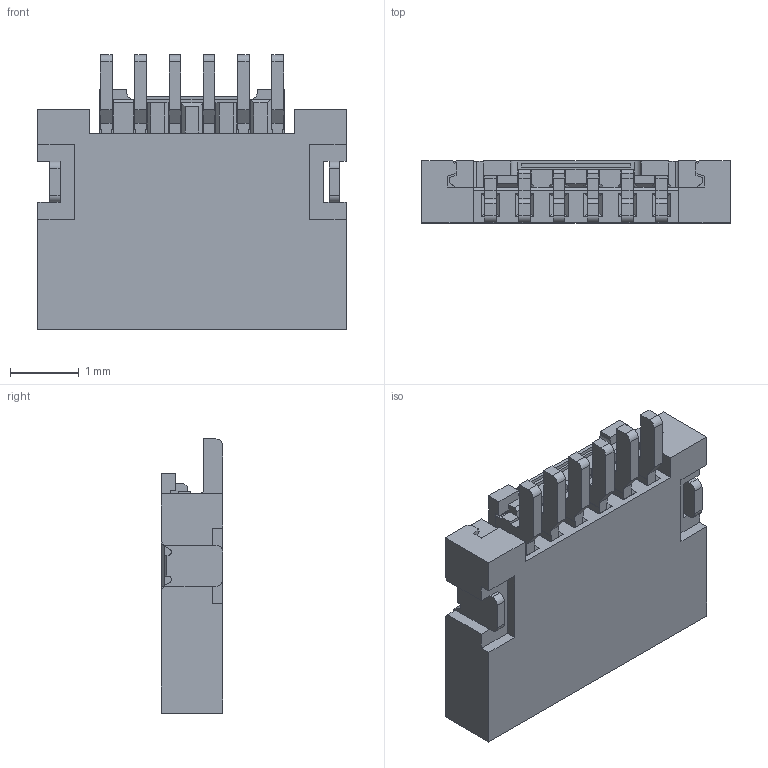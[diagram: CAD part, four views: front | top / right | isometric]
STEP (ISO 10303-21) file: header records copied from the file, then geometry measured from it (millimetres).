
FILE_DESCRIPTION((''),'2;1');
FILE_NAME('59453-061110EDHLF','2023-07-06T15:41:28',('WatanaSe'),('AFCI'),'CREO PARAMETRIC BY PTC INC, 2021184','CREO PARAMETRIC BY PTC INC, 2021184','');
FILE_SCHEMA(('AUTOMOTIVE_DESIGN { 1 0 10303 214 1 1 1 1 }'));
Length unit declared in the file: millimetre
Products named in the file (1): 59453-061110EDHLF
Bounding box: 4.5 x 0.9 x 4 mm (x, y, z)
Volume: 9.3 mm3; surface area: 103.9 mm2
Topology: 1 solids, 1 shells, 785 faces, 2395 edges, 1516 vertices
Faces by surface type: plane 689, cylinder 96
Entity records: 26674 total; most frequent: CARTESIAN_POINT 4795, ORIENTED_EDGE 4790, DIRECTION 4132, EDGE_CURVE 2395, VECTOR 2201, LINE 2201, VERTEX_POINT 1516, AXIS2_PLACEMENT_3D 964
